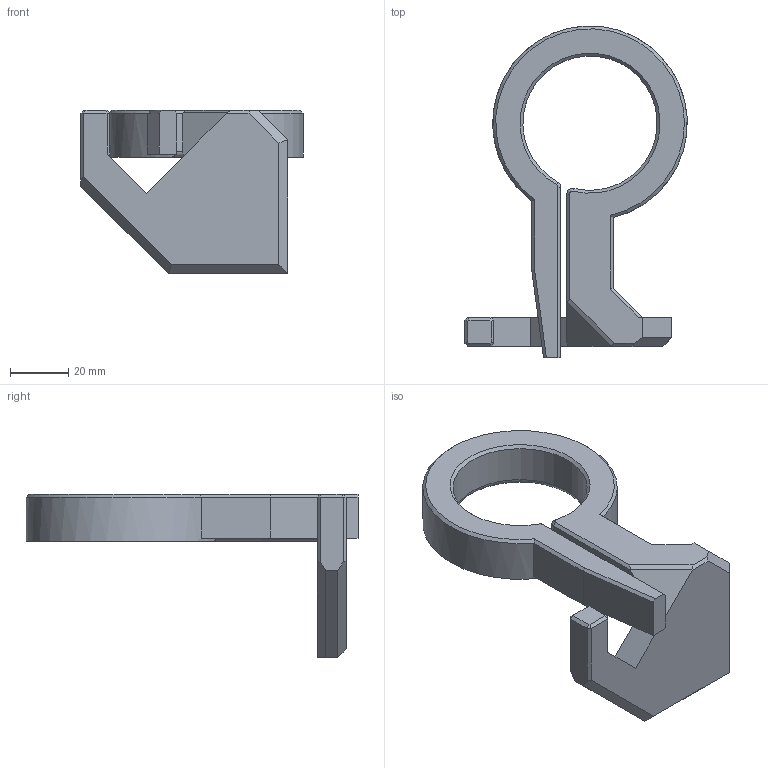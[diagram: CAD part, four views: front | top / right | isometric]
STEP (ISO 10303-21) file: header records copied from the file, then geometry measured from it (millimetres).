
FILE_DESCRIPTION(/* description */ (''),/* implementation_level */ '2;1');
FILE_NAME(/* name */ 'Oven Timer Knob Holder A2.step',/* time_stamp */ '2023-12-23T14:13:58-07:00',/* author */ (''),/* organization */ (''),/* preprocessor_version */ 'ST-DEVELOPER v20',/* originating_system */ 'Autodesk Translation Framework v12.14.0.127',/* authorisation */ '');
FILE_SCHEMA (('AUTOMOTIVE_DESIGN { 1 0 10303 214 3 1 1 }'));
Length unit declared in the file: millimetre
Products named in the file (1): Oven Timer Knob Holder (A)
Bounding box: 76.36 x 113.99 x 56 mm (x, y, z)
Volume: 69883.3 mm3; surface area: 21549.7 mm2
Topology: 1 solids, 1 shells, 64 faces, 160 edges, 98 vertices
Faces by surface type: plane 51, cylinder 6, cone 4, sphere 2, torus 1
Entity records: 1897 total; most frequent: CARTESIAN_POINT 336, ORIENTED_EDGE 320, DIRECTION 308, EDGE_CURVE 160, LINE 136, VECTOR 136, VERTEX_POINT 98, AXIS2_PLACEMENT_3D 86
